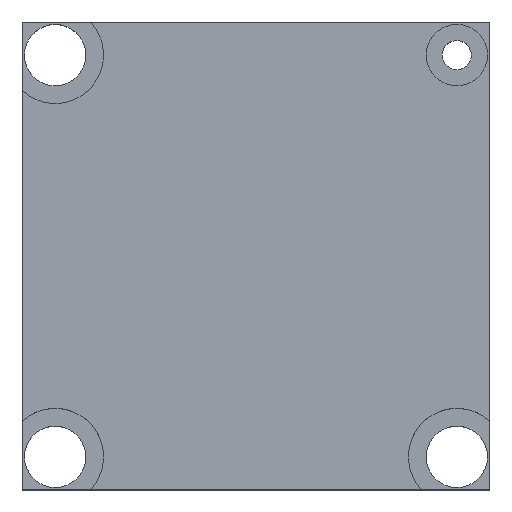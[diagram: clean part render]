
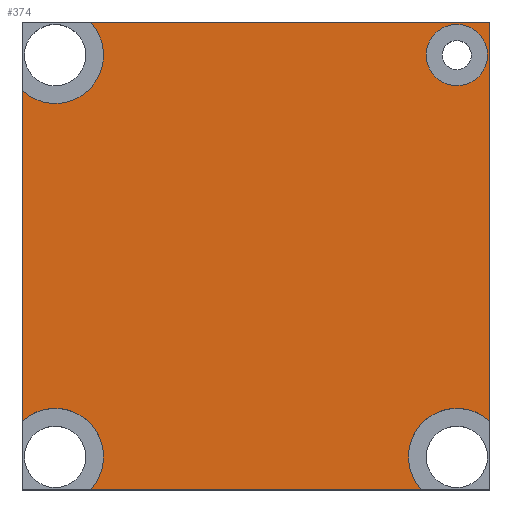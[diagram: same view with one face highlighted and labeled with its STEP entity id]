
A CAD part, top view. The second image highlights one B-rep face of the part: STEP entity #374.
In plain terms, the highlighted planar face has unit normal (0, 0, 1).
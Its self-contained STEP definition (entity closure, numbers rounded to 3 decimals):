
#16=FACE_BOUND('',#64,.T.);
#27=PLANE('',#413);
#40=FACE_OUTER_BOUND('',#63,.T.);
#63=EDGE_LOOP('',(#268,#269,#270,#271,#272,#273,#274));
#64=EDGE_LOOP('',(#275));
#94=CIRCLE('',#410,3.);
#96=CIRCLE('',#414,3.);
#97=CIRCLE('',#415,3.);
#98=CIRCLE('',#416,1.9);
#117=LINE('',#585,#148);
#118=LINE('',#589,#149);
#119=LINE('',#591,#150);
#120=LINE('',#594,#151);
#148=VECTOR('',#468,10.);
#149=VECTOR('',#471,10.);
#150=VECTOR('',#472,10.);
#151=VECTOR('',#475,10.);
#176=VERTEX_POINT('',#570);
#178=VERTEX_POINT('',#574);
#181=VERTEX_POINT('',#584);
#182=VERTEX_POINT('',#586);
#183=VERTEX_POINT('',#588);
#184=VERTEX_POINT('',#590);
#185=VERTEX_POINT('',#592);
#186=VERTEX_POINT('',#595);
#212=EDGE_CURVE('',#176,#178,#94,.T.);
#216=EDGE_CURVE('',#178,#181,#117,.T.);
#217=EDGE_CURVE('',#181,#182,#96,.T.);
#218=EDGE_CURVE('',#182,#183,#118,.T.);
#219=EDGE_CURVE('',#183,#184,#119,.T.);
#220=EDGE_CURVE('',#184,#185,#97,.T.);
#221=EDGE_CURVE('',#185,#176,#120,.T.);
#222=EDGE_CURVE('',#186,#186,#98,.T.);
#268=ORIENTED_EDGE('',*,*,#212,.T.);
#269=ORIENTED_EDGE('',*,*,#216,.T.);
#270=ORIENTED_EDGE('',*,*,#217,.T.);
#271=ORIENTED_EDGE('',*,*,#218,.T.);
#272=ORIENTED_EDGE('',*,*,#219,.T.);
#273=ORIENTED_EDGE('',*,*,#220,.T.);
#274=ORIENTED_EDGE('',*,*,#221,.T.);
#275=ORIENTED_EDGE('',*,*,#222,.T.);
#374=ADVANCED_FACE('',(#40,#16),#27,.T.);
#410=AXIS2_PLACEMENT_3D('',#576,#458,#459);
#413=AXIS2_PLACEMENT_3D('',#583,#466,#467);
#414=AXIS2_PLACEMENT_3D('',#587,#469,#470);
#415=AXIS2_PLACEMENT_3D('',#593,#473,#474);
#416=AXIS2_PLACEMENT_3D('',#596,#476,#477);
#458=DIRECTION('center_axis',(0.,0.,-1.));
#459=DIRECTION('ref_axis',(1.,0.,0.));
#466=DIRECTION('center_axis',(0.,0.,1.));
#467=DIRECTION('ref_axis',(1.,0.,0.));
#468=DIRECTION('',(1.,0.,0.));
#469=DIRECTION('center_axis',(0.,0.,-1.));
#470=DIRECTION('ref_axis',(1.,0.,0.));
#471=DIRECTION('',(0.,1.,0.));
#472=DIRECTION('',(-1.,0.,0.));
#473=DIRECTION('center_axis',(0.,0.,-1.));
#474=DIRECTION('ref_axis',(1.,0.,0.));
#475=DIRECTION('',(0.,-1.,0.));
#476=DIRECTION('center_axis',(0.,0.,-1.));
#477=DIRECTION('ref_axis',(1.,0.,0.));
#570=CARTESIAN_POINT('',(0.,-24.76,6.5));
#574=CARTESIAN_POINT('',(4.24,-29.,6.5));
#576=CARTESIAN_POINT('Origin',(2.051,-26.949,6.5));
#583=CARTESIAN_POINT('Origin',(14.5,-14.5,6.5));
#584=CARTESIAN_POINT('',(24.76,-29.,6.5));
#585=CARTESIAN_POINT('',(29.,-29.,6.5));
#586=CARTESIAN_POINT('',(29.,-24.76,6.5));
#587=CARTESIAN_POINT('Origin',(26.949,-26.949,6.5));
#588=CARTESIAN_POINT('',(29.,0.,6.5));
#589=CARTESIAN_POINT('',(29.,0.,6.5));
#590=CARTESIAN_POINT('',(4.24,0.,6.5));
#591=CARTESIAN_POINT('',(0.,0.,6.5));
#592=CARTESIAN_POINT('',(0.,-4.24,6.5));
#593=CARTESIAN_POINT('Origin',(2.051,-2.051,6.5));
#594=CARTESIAN_POINT('',(0.,-29.,6.5));
#595=CARTESIAN_POINT('',(25.049,-2.051,6.5));
#596=CARTESIAN_POINT('Origin',(26.949,-2.051,6.5));
